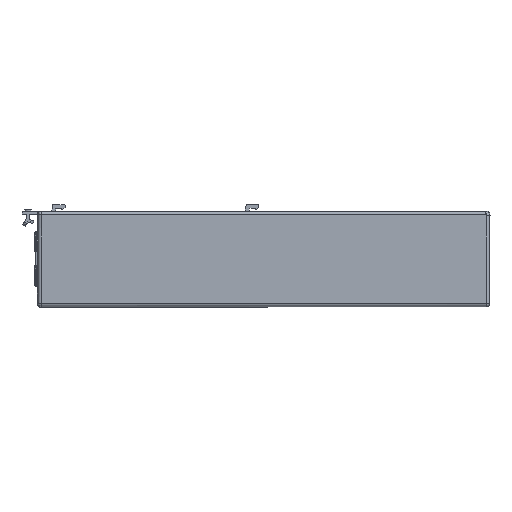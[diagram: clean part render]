
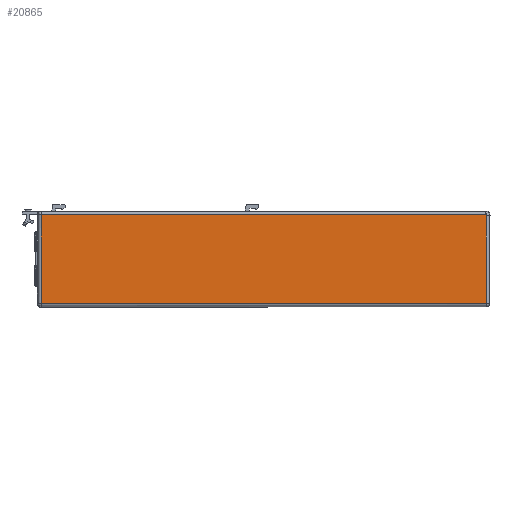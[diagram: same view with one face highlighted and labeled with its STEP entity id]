
A CAD part, top view. The second image highlights one B-rep face of the part: STEP entity #20865.
In plain terms, the highlighted planar face has unit normal (0, 0, 1).
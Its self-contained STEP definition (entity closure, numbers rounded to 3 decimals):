
#346=B_SPLINE_CURVE_WITH_KNOTS('',3,(#32131,#32132,#32133,#32134),
 .UNSPECIFIED.,.F.,.F.,(4,4),(0.,1.),.UNSPECIFIED.);
#1526=PLANE('',#22033);
#2221=FACE_OUTER_BOUND('',#3133,.T.);
#3133=EDGE_LOOP('',(#17744,#17745,#17746,#17747));
#5739=LINE('',#32110,#7945);
#5740=LINE('',#32136,#7946);
#5741=LINE('',#32138,#7947);
#7945=VECTOR('',#25655,57.265);
#7946=VECTOR('',#25658,57.265);
#7947=VECTOR('',#25661,287.265);
#9821=VERTEX_POINT('',#31797);
#9826=VERTEX_POINT('',#31882);
#9836=VERTEX_POINT('',#31984);
#9841=VERTEX_POINT('',#32086);
#12912=EDGE_CURVE('',#9836,#9821,#5739,.T.);
#12913=EDGE_CURVE('',#9821,#9826,#346,.T.);
#12914=EDGE_CURVE('',#9826,#9841,#5740,.T.);
#12915=EDGE_CURVE('',#9841,#9836,#5741,.T.);
#17744=ORIENTED_EDGE('',*,*,#12914,.T.);
#17745=ORIENTED_EDGE('',*,*,#12915,.T.);
#17746=ORIENTED_EDGE('',*,*,#12912,.T.);
#17747=ORIENTED_EDGE('',*,*,#12913,.T.);
#20865=ADVANCED_FACE('',(#2221),#1526,.T.);
#22033=AXIS2_PLACEMENT_3D('',#32139,#25662,#25663);
#25655=DIRECTION('',(0.,1.,0.));
#25658=DIRECTION('',(0.,-1.,0.));
#25661=DIRECTION('',(1.,0.,0.));
#25662=DIRECTION('center_axis',(0.,0.,
1.));
#25663=DIRECTION('ref_axis',(0.,-1.,0.));
#31797=CARTESIAN_POINT('',(127.528,30.579,14.227));
#31882=CARTESIAN_POINT('',(-159.74,30.579,14.23));
#31984=CARTESIAN_POINT('',(127.527,-26.687,14.23));
#32086=CARTESIAN_POINT('',(-159.738,-26.686,14.23));
#32110=CARTESIAN_POINT('',(127.526,-26.686,14.226));
#32131=CARTESIAN_POINT('Ctrl Pts',(127.526,30.579,14.227));
#32132=CARTESIAN_POINT('Ctrl Pts',(31.771,30.579,14.23));
#32133=CARTESIAN_POINT('Ctrl Pts',(-63.983,30.579,14.232));
#32134=CARTESIAN_POINT('Ctrl Pts',(-159.738,30.579,14.234));
#32136=CARTESIAN_POINT('',(-159.738,30.579,14.226));
#32138=CARTESIAN_POINT('',(-159.738,-26.686,14.226));
#32139=CARTESIAN_POINT('Origin',(-174.506,33.846,14.226));
